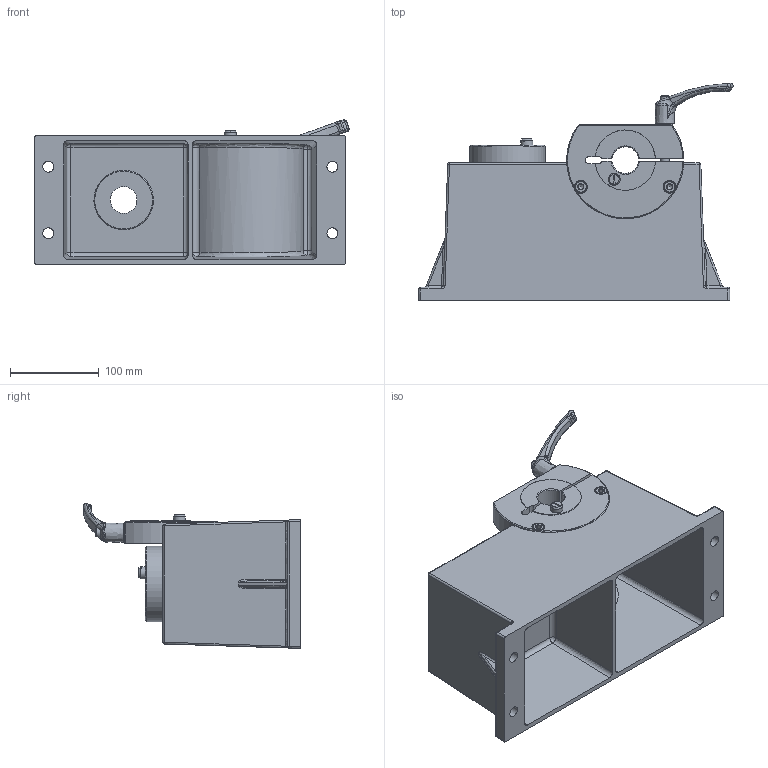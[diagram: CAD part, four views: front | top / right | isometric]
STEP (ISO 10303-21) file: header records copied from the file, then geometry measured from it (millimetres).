
FILE_DESCRIPTION(('FreeCAD Model'),'2;1');
FILE_NAME('Open CASCADE Shape Model','2025-04-17T15:56:43',('FreeCAD'),( 'FreeCAD'),'Open CASCADE STEP processor 7.6','FreeCAD','Unknown');
FILE_SCHEMA(('AUTOMOTIVE_DESIGN { 1 0 10303 214 1 1 1 1 }'));
Length unit declared in the file: millimetre
Products named in the file (1): Open CASCADE STEP translator 7.6 1
Bounding box: 353.94 x 244.5 x 163.09 mm (x, y, z)
Volume: 2518534 mm3; surface area: 434675.7 mm2
Topology: 8 solids, 8 shells, 342 faces, 826 edges, 507 vertices
Faces by surface type: bspline 342
Entity records: 11904 total; most frequent: CARTESIAN_POINT 7305, ORIENTED_EDGE 1630, EDGE_CURVE 815, VERTEX_POINT 507, FACE_BOUND 382, EDGE_LOOP 382, B_SPLINE_CURVE_WITH_KNOTS 369, ADVANCED_FACE 342
